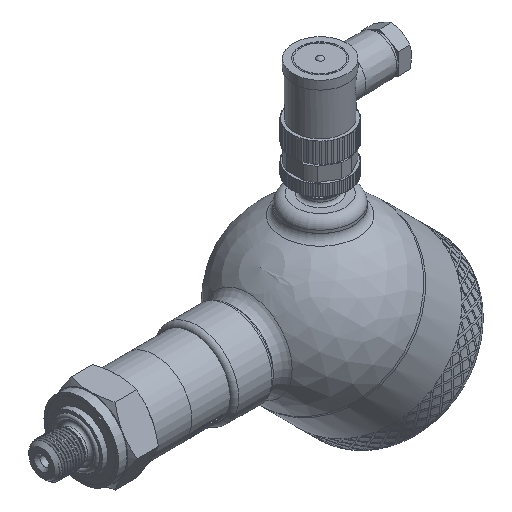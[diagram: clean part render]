
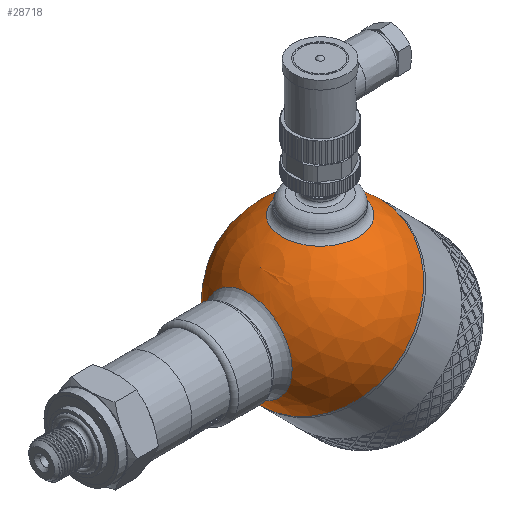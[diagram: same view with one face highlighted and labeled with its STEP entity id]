
A CAD part, isometric view. The second image highlights one B-rep face of the part: STEP entity #28718.
In plain terms, the highlighted spherical face has radius 30 mm.
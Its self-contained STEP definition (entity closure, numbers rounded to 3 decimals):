
#45=SPHERICAL_SURFACE('',#30482,30.);
#1129=FACE_BOUND('',#4350,.T.);
#1130=FACE_BOUND('',#4351,.T.);
#2515=FACE_OUTER_BOUND('',#4349,.T.);
#4349=EDGE_LOOP('',(#21060,#21061,#21062,#21063));
#4350=EDGE_LOOP('',(#21064));
#4351=EDGE_LOOP('',(#21065));
#6083=CIRCLE('',#30404,30.);
#6084=CIRCLE('',#30405,30.);
#6111=CIRCLE('',#30478,13.5);
#6114=CIRCLE('',#30483,30.);
#6115=CIRCLE('',#30484,15.643);
#11670=VERTEX_POINT('',#39653);
#11671=VERTEX_POINT('',#39655);
#12170=VERTEX_POINT('',#46042);
#12172=VERTEX_POINT('',#46049);
#12173=VERTEX_POINT('',#46051);
#14772=EDGE_CURVE('',#11670,#11671,#6083,.T.);
#14773=EDGE_CURVE('',#11671,#11670,#6084,.T.);
#15524=EDGE_CURVE('',#12170,#12170,#6111,.T.);
#15527=EDGE_CURVE('',#11671,#12172,#6114,.T.);
#15528=EDGE_CURVE('',#12173,#12173,#6115,.T.);
#21060=ORIENTED_EDGE('',*,*,#14773,.F.);
#21061=ORIENTED_EDGE('',*,*,#15527,.T.);
#21062=ORIENTED_EDGE('',*,*,#15527,.F.);
#21063=ORIENTED_EDGE('',*,*,#14772,.F.);
#21064=ORIENTED_EDGE('',*,*,#15528,.F.);
#21065=ORIENTED_EDGE('',*,*,#15524,.F.);
#28718=ADVANCED_FACE('',(#2515,#1129,#1130),#45,.T.);
#30404=AXIS2_PLACEMENT_3D('',#39656,#32335,#32336);
#30405=AXIS2_PLACEMENT_3D('',#39657,#32337,#32338);
#30478=AXIS2_PLACEMENT_3D('',#46043,#32747,#32748);
#30482=AXIS2_PLACEMENT_3D('',#46048,#32755,#32756);
#30483=AXIS2_PLACEMENT_3D('',#46050,#32757,#32758);
#30484=AXIS2_PLACEMENT_3D('',#46052,#32759,#32760);
#32335=DIRECTION('center_axis',(1.,0.,0.));
#32336=DIRECTION('ref_axis',(0.,1.,0.));
#32337=DIRECTION('center_axis',(1.,0.,0.));
#32338=DIRECTION('ref_axis',(0.,1.,0.));
#32747=DIRECTION('center_axis',(-0.707,0.,-0.707));
#32748=DIRECTION('ref_axis',(-0.707,0.,0.707));
#32755=DIRECTION('center_axis',(1.,0.,0.));
#32756=DIRECTION('ref_axis',(0.,-1.,0.));
#32757=DIRECTION('center_axis',(0.,0.,1.));
#32758=DIRECTION('ref_axis',(0.,1.,0.));
#32759=DIRECTION('center_axis',(-0.707,0.,0.707));
#32760=DIRECTION('ref_axis',(0.707,0.,0.707));
#39653=CARTESIAN_POINT('',(0.,-30.,0.));
#39655=CARTESIAN_POINT('',(0.,30.,0.));
#39656=CARTESIAN_POINT('Origin',(0.,0.,0.));
#39657=CARTESIAN_POINT('Origin',(0.,0.,0.));
#46042=CARTESIAN_POINT('',(-9.398,0.,-28.49));
#46043=CARTESIAN_POINT('Origin',(-18.944,0.,-18.944));
#46048=CARTESIAN_POINT('Origin',(0.,0.,0.));
#46049=CARTESIAN_POINT('',(-30.,0.,0.));
#46050=CARTESIAN_POINT('Origin',(0.,0.,0.));
#46051=CARTESIAN_POINT('',(-29.162,0.,7.04));
#46052=CARTESIAN_POINT('Origin',(-18.101,0.,18.101));
